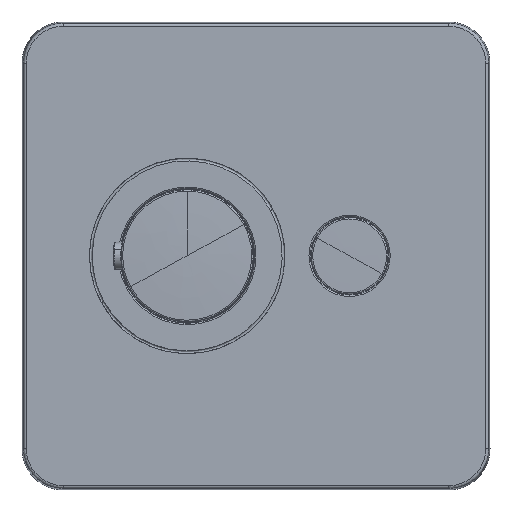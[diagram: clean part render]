
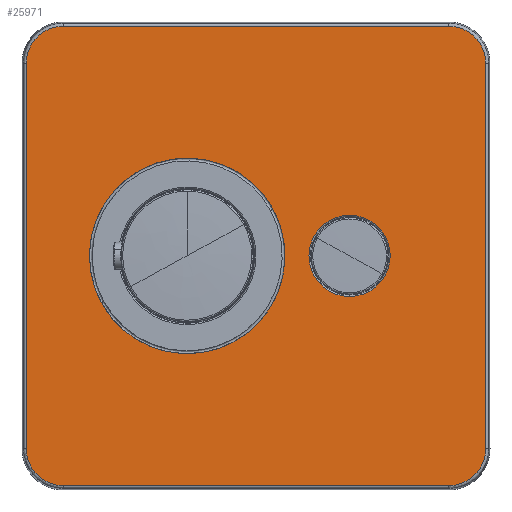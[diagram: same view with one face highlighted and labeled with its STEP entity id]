
A CAD part, top view. The second image highlights one B-rep face of the part: STEP entity #25971.
In plain terms, the highlighted face is planar.
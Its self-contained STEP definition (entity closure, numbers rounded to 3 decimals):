
#25066=CARTESIAN_POINT(' ',(22.,17.02,-6.154));
#25067=VERTEX_POINT(' ',#25066);
#25111=CARTESIAN_POINT(' ',(22.,-17.02,56.154));
#25112=VERTEX_POINT(' ',#25111);
#25126=CARTESIAN_POINT(' ',(22.,0.,25.));
#25131=DIRECTION(' ',(1.,0.,0.));
#25136=DIRECTION(' ',(0.,-0.479,0.878));
#25141=AXIS2_PLACEMENT_3D(' ',#25126,#25131,#25136);
#25146=CIRCLE('',#25141,35.5);
#25151=EDGE_CURVE(' ',#25112,#25067,#25146,.T.);
#25476=CARTESIAN_POINT(' ',(22.,0.,25.));
#25481=DIRECTION(' ',(1.,0.,0.));
#25486=DIRECTION(' ',(0.,0.479,-0.878));
#25491=AXIS2_PLACEMENT_3D(' ',#25476,#25481,#25486);
#25496=CIRCLE('',#25491,35.5);
#25501=EDGE_CURVE(' ',#25067,#25112,#25496,.T.);
#25526=DIRECTION(' ',(1.,0.,0.));
#25531=CARTESIAN_POINT(' ',(22.,-83.45,-83.45));
#25536=DIRECTION(' ',(0.,1.,0.));
#25541=AXIS2_PLACEMENT_3D(' ',#25531,#25526,#25536);
#25546=PLANE('',#25541);
#25551=CARTESIAN_POINT(' ',(22.,83.45,-70.));
#25556=DIRECTION(' ',(0.,0.,1.));
#25561=VECTOR(' ',#25556,1.);
#25566=LINE('',#25551,#25561);
#25571=CARTESIAN_POINT(' ',(22.,83.45,-70.));
#25572=VERTEX_POINT(' ',#25571);
#25576=CARTESIAN_POINT(' ',(22.,83.45,70.));
#25577=VERTEX_POINT(' ',#25576);
#25581=EDGE_CURVE(' ',#25572,#25577,#25566,.T.);
#25586=ORIENTED_EDGE(' ',*,*,#25581,.T.);
#25591=CARTESIAN_POINT(' ',(22.,70.,70.));
#25596=DIRECTION(' ',(1.,0.,0.));
#25601=DIRECTION(' ',(0.,1.,0.));
#25606=AXIS2_PLACEMENT_3D(' ',#25591,#25596,#25601);
#25611=CIRCLE('',#25606,13.45);
#25616=CARTESIAN_POINT(' ',(22.,70.,83.45));
#25617=VERTEX_POINT(' ',#25616);
#25621=EDGE_CURVE(' ',#25577,#25617,#25611,.T.);
#25626=ORIENTED_EDGE(' ',*,*,#25621,.T.);
#25631=CARTESIAN_POINT(' ',(22.,70.,83.45));
#25636=DIRECTION(' ',(0.,-1.,0.));
#25641=VECTOR(' ',#25636,1.);
#25646=LINE('',#25631,#25641);
#25651=CARTESIAN_POINT(' ',(22.,-70.,83.45));
#25652=VERTEX_POINT(' ',#25651);
#25656=EDGE_CURVE(' ',#25617,#25652,#25646,.T.);
#25661=ORIENTED_EDGE(' ',*,*,#25656,.T.);
#25666=CARTESIAN_POINT(' ',(22.,-70.,70.));
#25671=DIRECTION(' ',(1.,-0.,0.));
#25676=DIRECTION(' ',(0.,0.,1.));
#25681=AXIS2_PLACEMENT_3D(' ',#25666,#25671,#25676);
#25686=CIRCLE('',#25681,13.45);
#25691=CARTESIAN_POINT(' ',(22.,-83.45,70.));
#25692=VERTEX_POINT(' ',#25691);
#25696=EDGE_CURVE(' ',#25652,#25692,#25686,.T.);
#25701=ORIENTED_EDGE(' ',*,*,#25696,.T.);
#25706=CARTESIAN_POINT(' ',(22.,-83.45,70.));
#25711=DIRECTION(' ',(0.,0.,-1.));
#25716=VECTOR(' ',#25711,1.);
#25721=LINE('',#25706,#25716);
#25726=CARTESIAN_POINT(' ',(22.,-83.45,-70.));
#25727=VERTEX_POINT(' ',#25726);
#25731=EDGE_CURVE(' ',#25692,#25727,#25721,.T.);
#25736=ORIENTED_EDGE(' ',*,*,#25731,.T.);
#25741=CARTESIAN_POINT(' ',(22.,-70.,-70.));
#25746=DIRECTION(' ',(1.,-0.,-0.));
#25751=DIRECTION(' ',(0.,-1.,0.));
#25756=AXIS2_PLACEMENT_3D(' ',#25741,#25746,#25751);
#25761=CIRCLE('',#25756,13.45);
#25766=CARTESIAN_POINT(' ',(22.,-70.,-83.45));
#25767=VERTEX_POINT(' ',#25766);
#25771=EDGE_CURVE(' ',#25727,#25767,#25761,.T.);
#25776=ORIENTED_EDGE(' ',*,*,#25771,.T.);
#25781=CARTESIAN_POINT(' ',(22.,-70.,-83.45));
#25786=DIRECTION(' ',(0.,1.,0.));
#25791=VECTOR(' ',#25786,1.);
#25796=LINE('',#25781,#25791);
#25801=CARTESIAN_POINT(' ',(22.,70.,-83.45));
#25802=VERTEX_POINT(' ',#25801);
#25806=EDGE_CURVE(' ',#25767,#25802,#25796,.T.);
#25811=ORIENTED_EDGE(' ',*,*,#25806,.T.);
#25816=CARTESIAN_POINT(' ',(22.,70.,-70.));
#25821=DIRECTION(' ',(1.,0.,-0.));
#25826=DIRECTION(' ',(0.,0.,-1.));
#25831=AXIS2_PLACEMENT_3D(' ',#25816,#25821,#25826);
#25836=CIRCLE('',#25831,13.45);
#25841=EDGE_CURVE(' ',#25802,#25572,#25836,.T.);
#25846=ORIENTED_EDGE(' ',*,*,#25841,.T.);
#25851=EDGE_LOOP(' ',(#25586,#25626,#25661,#25701,#25736,#25776,#25811,#25846));
#25856=FACE_OUTER_BOUND(' ',#25851,.T.);
#25861=ORIENTED_EDGE(' ',*,*,#25501,.F.);
#25866=ORIENTED_EDGE(' ',*,*,#25151,.F.);
#25871=EDGE_LOOP(' ',(#25861,#25866));
#25876=FACE_BOUND(' ',#25871,.T.);
#25881=CARTESIAN_POINT(' ',(22.,0.,-34.));
#25886=DIRECTION(' ',(1.,0.,0.));
#25891=DIRECTION(' ',(0.,-1.,0.));
#25896=AXIS2_PLACEMENT_3D(' ',#25881,#25886,#25891);
#25901=CIRCLE('',#25896,14.75);
#25906=CARTESIAN_POINT(' ',(22.,-14.75,-34.));
#25907=VERTEX_POINT(' ',#25906);
#25911=CARTESIAN_POINT(' ',(22.,14.75,-34.));
#25912=VERTEX_POINT(' ',#25911);
#25916=EDGE_CURVE(' ',#25907,#25912,#25901,.T.);
#25921=ORIENTED_EDGE(' ',*,*,#25916,.F.);
#25926=CARTESIAN_POINT(' ',(22.,0.,-34.));
#25931=DIRECTION(' ',(1.,0.,0.));
#25936=DIRECTION(' ',(0.,1.,0.));
#25941=AXIS2_PLACEMENT_3D(' ',#25926,#25931,#25936);
#25946=CIRCLE('',#25941,14.75);
#25951=EDGE_CURVE(' ',#25912,#25907,#25946,.T.);
#25956=ORIENTED_EDGE(' ',*,*,#25951,.F.);
#25961=EDGE_LOOP(' ',(#25921,#25956));
#25966=FACE_BOUND(' ',#25961,.T.);
#25971=ADVANCED_FACE('',(#25856,#25876,#25966),#25546,.T.);
